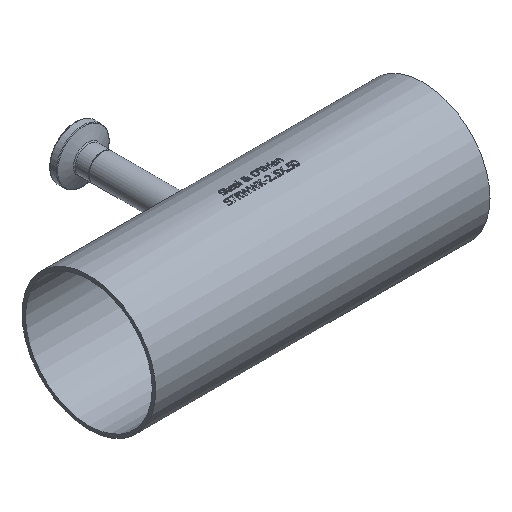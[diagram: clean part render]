
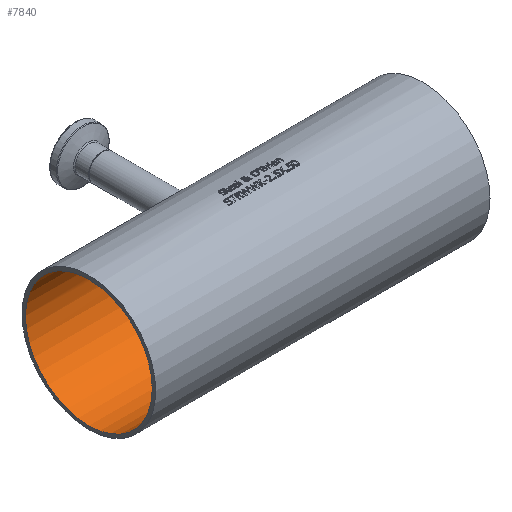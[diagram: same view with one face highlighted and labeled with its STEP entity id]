
A CAD part, isometric view. The second image highlights one B-rep face of the part: STEP entity #7840.
In plain terms, the highlighted cylindrical face has radius 30.099 mm (diameter 60.198 mm), a full revolution.
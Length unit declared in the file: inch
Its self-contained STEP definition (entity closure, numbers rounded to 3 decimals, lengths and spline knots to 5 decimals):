
#146=FACE_BOUND('',#1440,.T.);
#147=FACE_BOUND('',#1441,.T.);
#148=FACE_BOUND('',#1442,.T.);
#1440=EDGE_LOOP('',(#7277));
#1441=EDGE_LOOP('',(#7278));
#1442=EDGE_LOOP('',(#7279));
#2689=CIRCLE('',#8296,1.185);
#2690=CIRCLE('',#8297,1.185);
#3089=B_SPLINE_CURVE_WITH_KNOTS('',3,(#17143,#17144,#17145,#17146,#17147,
#17148,#17149,#17150,#17151,#17152,#17153,#17154,#17155,#17156,#17157,#17158,
#17159,#17160,#17161,#17162,#17163,#17164,#17165,#17166,#17167,#17168,#17169,
#17170,#17171,#17172,#17173,#17174,#17175,#17176),.UNSPECIFIED.,.T.,.F.,
(4,2,2,2,2,2,2,2,2,2,2,2,2,2,2,2,4),(0.,0.17732,0.35464,
0.53195,0.70927,0.88658,1.0639,
1.24122,1.41854,1.59586,1.77317,1.95049,
2.1278,2.30512,2.48243,2.65975,2.83707),
 .UNSPECIFIED.);
#3847=VERTEX_POINT('',#17142);
#3848=VERTEX_POINT('',#17178);
#3849=VERTEX_POINT('',#17180);
#4997=EDGE_CURVE('',#3847,#3847,#3089,.T.);
#4998=EDGE_CURVE('',#3848,#3848,#2689,.T.);
#4999=EDGE_CURVE('',#3849,#3849,#2690,.T.);
#7277=ORIENTED_EDGE('',*,*,#4997,.T.);
#7278=ORIENTED_EDGE('',*,*,#4998,.F.);
#7279=ORIENTED_EDGE('',*,*,#4999,.F.);
#7355=CYLINDRICAL_SURFACE('',#8295,1.185);
#7840=ADVANCED_FACE('',(#146,#147,#148),#7355,.F.);
#8295=AXIS2_PLACEMENT_3D('',#17177,#9740,#9741);
#8296=AXIS2_PLACEMENT_3D('',#17179,#9742,#9743);
#8297=AXIS2_PLACEMENT_3D('',#17181,#9744,#9745);
#9740=DIRECTION('center_axis',(-1.,0.,0.));
#9741=DIRECTION('ref_axis',(0.,0.,1.));
#9742=DIRECTION('center_axis',(1.,0.,0.));
#9743=DIRECTION('ref_axis',(0.,0.,1.));
#9744=DIRECTION('center_axis',(-1.,0.,0.));
#9745=DIRECTION('ref_axis',(0.,0.,1.));
#17142=CARTESIAN_POINT('',(0.,1.17047,0.185));
#17143=CARTESIAN_POINT('Ctrl Pts',(0.,1.17047,
0.185));
#17144=CARTESIAN_POINT('Ctrl Pts',(0.02327,1.17047,
0.185));
#17145=CARTESIAN_POINT('Ctrl Pts',(0.04806,1.17124,
0.18034));
#17146=CARTESIAN_POINT('Ctrl Pts',(0.09363,1.17399,
0.16145));
#17147=CARTESIAN_POINT('Ctrl Pts',(0.11441,1.17594,0.14722));
#17148=CARTESIAN_POINT('Ctrl Pts',(0.14722,1.17958,0.11441));
#17149=CARTESIAN_POINT('Ctrl Pts',(0.16145,1.18152,0.09363));
#17150=CARTESIAN_POINT('Ctrl Pts',(0.18034,1.18424,0.04806));
#17151=CARTESIAN_POINT('Ctrl Pts',(0.185,1.185,0.02327));
#17152=CARTESIAN_POINT('Ctrl Pts',(0.185,1.185,-0.02327));
#17153=CARTESIAN_POINT('Ctrl Pts',(0.18034,1.18424,-0.04806));
#17154=CARTESIAN_POINT('Ctrl Pts',(0.16145,1.18152,-0.09363));
#17155=CARTESIAN_POINT('Ctrl Pts',(0.14722,1.17958,-0.11441));
#17156=CARTESIAN_POINT('Ctrl Pts',(0.11441,1.17594,-0.14722));
#17157=CARTESIAN_POINT('Ctrl Pts',(0.09363,1.17399,
-0.16145));
#17158=CARTESIAN_POINT('Ctrl Pts',(0.04806,1.17124,
-0.18034));
#17159=CARTESIAN_POINT('Ctrl Pts',(0.02327,1.17047,
-0.185));
#17160=CARTESIAN_POINT('Ctrl Pts',(-0.02327,1.17047,
-0.185));
#17161=CARTESIAN_POINT('Ctrl Pts',(-0.04806,1.17124,
-0.18034));
#17162=CARTESIAN_POINT('Ctrl Pts',(-0.09363,1.17399,
-0.16145));
#17163=CARTESIAN_POINT('Ctrl Pts',(-0.11441,1.17594,
-0.14722));
#17164=CARTESIAN_POINT('Ctrl Pts',(-0.14722,1.17958,-0.11441));
#17165=CARTESIAN_POINT('Ctrl Pts',(-0.16145,1.18152,-0.09363));
#17166=CARTESIAN_POINT('Ctrl Pts',(-0.18034,1.18424,
-0.04806));
#17167=CARTESIAN_POINT('Ctrl Pts',(-0.185,1.185,-0.02327));
#17168=CARTESIAN_POINT('Ctrl Pts',(-0.185,1.185,0.02327));
#17169=CARTESIAN_POINT('Ctrl Pts',(-0.18034,1.18424,
0.04806));
#17170=CARTESIAN_POINT('Ctrl Pts',(-0.16145,1.18152,0.09363));
#17171=CARTESIAN_POINT('Ctrl Pts',(-0.14722,1.17958,0.11441));
#17172=CARTESIAN_POINT('Ctrl Pts',(-0.11441,1.17594,
0.14722));
#17173=CARTESIAN_POINT('Ctrl Pts',(-0.09363,1.17399,
0.16145));
#17174=CARTESIAN_POINT('Ctrl Pts',(-0.04806,1.17124,
0.18034));
#17175=CARTESIAN_POINT('Ctrl Pts',(-0.02327,1.17047,
0.185));
#17176=CARTESIAN_POINT('Ctrl Pts',(0.,1.17047,0.185));
#17177=CARTESIAN_POINT('Origin',(3.125,0.,0.));
#17178=CARTESIAN_POINT('',(-3.125,0.,-1.185));
#17179=CARTESIAN_POINT('Origin',(-3.125,0.,0.));
#17180=CARTESIAN_POINT('',(3.125,0.,-1.185));
#17181=CARTESIAN_POINT('Origin',(3.125,0.,0.));
